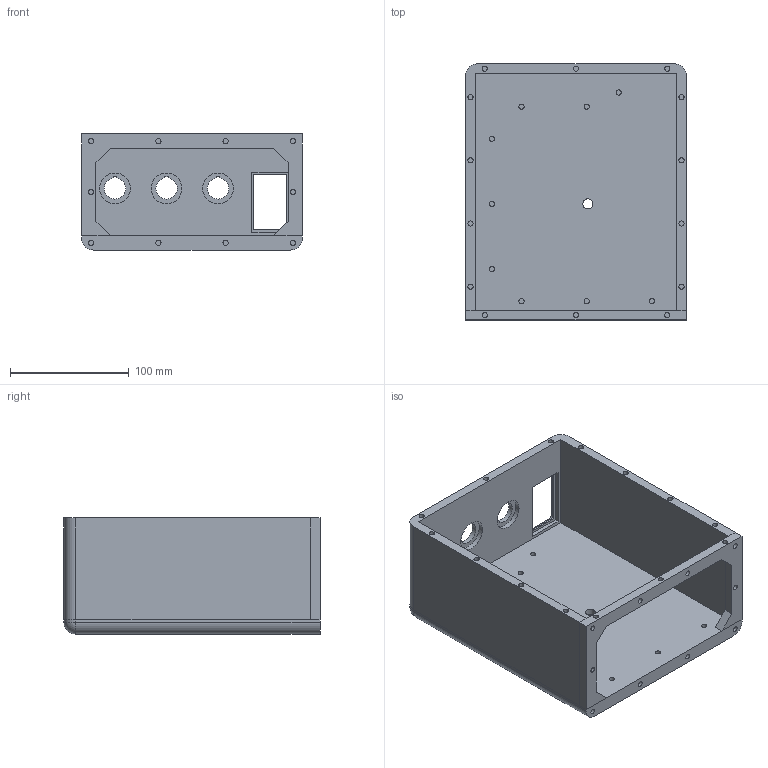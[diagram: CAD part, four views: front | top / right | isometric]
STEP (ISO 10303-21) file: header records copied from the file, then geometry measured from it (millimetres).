
FILE_DESCRIPTION(('FreeCAD Model'),'2;1');
FILE_NAME('Open CASCADE Shape Model','2024-04-01T14:40:28',(''),(''), 'Open CASCADE STEP processor 7.7','FreeCAD','Unknown');
FILE_SCHEMA(('AUTOMOTIVE_DESIGN { 1 0 10303 214 1 1 1 1 }'));
Length unit declared in the file: millimetre
Products named in the file (1): bot_part
Bounding box: 186 x 216 x 98 mm (x, y, z)
Volume: 876714.9 mm3; surface area: 200436.1 mm2
Topology: 1 solids, 1 shells, 139 faces, 284 edges, 182 vertices
Faces by surface type: plane 85, cylinder 52, sphere 2
Full cylindrical faces by diameter (mm): 4.4 x33, 8.5 x1, 18 x1, 26 x3
Entity records: 3680 total; most frequent: DIRECTION 664, CARTESIAN_POINT 604, ORIENTED_EDGE 564, EDGE_CURVE 282, AXIS2_PLACEMENT_3D 242, FACE_BOUND 188, EDGE_LOOP 188, VERTEX_POINT 182
